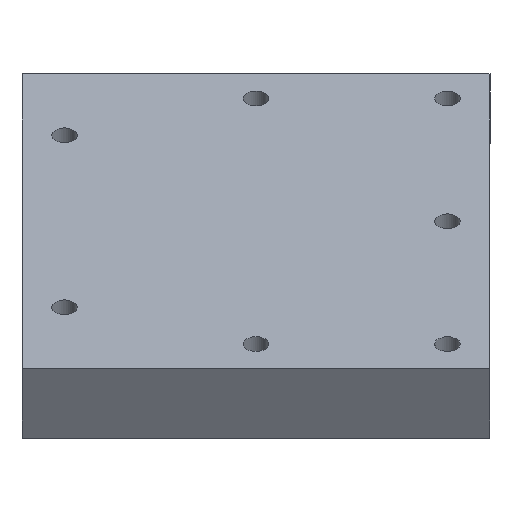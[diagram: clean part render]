
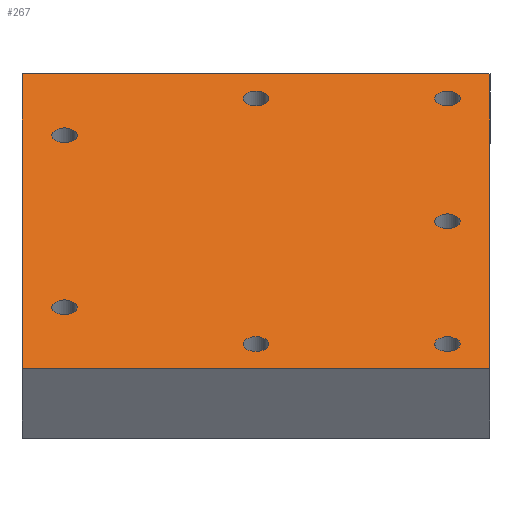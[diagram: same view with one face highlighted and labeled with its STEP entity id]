
A CAD part, isometric view. The second image highlights one B-rep face of the part: STEP entity #267.
In plain terms, the highlighted planar face has unit normal (0, 0, 1).
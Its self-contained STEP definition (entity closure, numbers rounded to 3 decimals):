
#22=FACE_BOUND('',#83,.T.);
#23=FACE_BOUND('',#84,.T.);
#24=FACE_BOUND('',#85,.T.);
#25=FACE_BOUND('',#86,.T.);
#26=FACE_BOUND('',#87,.T.);
#27=FACE_BOUND('',#88,.T.);
#28=FACE_BOUND('',#89,.T.);
#29=CIRCLE('',#286,3.);
#31=CIRCLE('',#289,3.);
#33=CIRCLE('',#292,3.);
#35=CIRCLE('',#295,3.);
#37=CIRCLE('',#298,3.);
#39=CIRCLE('',#301,3.);
#41=CIRCLE('',#304,3.);
#62=FACE_OUTER_BOUND('',#82,.T.);
#82=EDGE_LOOP('',(#238,#239,#240,#241));
#83=EDGE_LOOP('',(#242));
#84=EDGE_LOOP('',(#243));
#85=EDGE_LOOP('',(#244));
#86=EDGE_LOOP('',(#245));
#87=EDGE_LOOP('',(#246));
#88=EDGE_LOOP('',(#247));
#89=EDGE_LOOP('',(#248));
#90=LINE('',#388,#109);
#94=LINE('',#396,#113);
#97=LINE('',#402,#116);
#107=LINE('',#449,#126);
#109=VECTOR('',#313,110.);
#113=VECTOR('',#319,120.);
#116=VECTOR('',#324,110.);
#126=VECTOR('',#378,120.);
#128=VERTEX_POINT('',#386);
#129=VERTEX_POINT('',#387);
#132=VERTEX_POINT('',#395);
#134=VERTEX_POINT('',#401);
#136=VERTEX_POINT('',#407);
#138=VERTEX_POINT('',#413);
#140=VERTEX_POINT('',#419);
#142=VERTEX_POINT('',#425);
#144=VERTEX_POINT('',#431);
#146=VERTEX_POINT('',#437);
#148=VERTEX_POINT('',#443);
#150=EDGE_CURVE('',#128,#129,#90,.T.);
#154=EDGE_CURVE('',#129,#132,#94,.T.);
#157=EDGE_CURVE('',#132,#134,#97,.T.);
#160=EDGE_CURVE('',#136,#136,#29,.T.);
#163=EDGE_CURVE('',#138,#138,#31,.T.);
#166=EDGE_CURVE('',#140,#140,#33,.T.);
#169=EDGE_CURVE('',#142,#142,#35,.T.);
#172=EDGE_CURVE('',#144,#144,#37,.T.);
#175=EDGE_CURVE('',#146,#146,#39,.T.);
#178=EDGE_CURVE('',#148,#148,#41,.T.);
#181=EDGE_CURVE('',#134,#128,#107,.T.);
#238=ORIENTED_EDGE('',*,*,#181,.T.);
#239=ORIENTED_EDGE('',*,*,#150,.T.);
#240=ORIENTED_EDGE('',*,*,#154,.T.);
#241=ORIENTED_EDGE('',*,*,#157,.T.);
#242=ORIENTED_EDGE('',*,*,#160,.F.);
#243=ORIENTED_EDGE('',*,*,#163,.F.);
#244=ORIENTED_EDGE('',*,*,#166,.F.);
#245=ORIENTED_EDGE('',*,*,#169,.F.);
#246=ORIENTED_EDGE('',*,*,#172,.F.);
#247=ORIENTED_EDGE('',*,*,#175,.F.);
#248=ORIENTED_EDGE('',*,*,#178,.F.);
#254=PLANE('',#308);
#267=ADVANCED_FACE('',(#62,#22,#23,#24,#25,#26,#27,#28),#254,.T.);
#286=AXIS2_PLACEMENT_3D('',#408,#329,#330);
#289=AXIS2_PLACEMENT_3D('',#414,#336,#337);
#292=AXIS2_PLACEMENT_3D('',#420,#343,#344);
#295=AXIS2_PLACEMENT_3D('',#426,#350,#351);
#298=AXIS2_PLACEMENT_3D('',#432,#357,#358);
#301=AXIS2_PLACEMENT_3D('',#438,#364,#365);
#304=AXIS2_PLACEMENT_3D('',#444,#371,#372);
#308=AXIS2_PLACEMENT_3D('',#452,#382,#383);
#313=DIRECTION('',(0.707,-0.707,0.));
#319=DIRECTION('',(0.707,0.707,0.));
#324=DIRECTION('',(-0.707,0.707,0.));
#329=DIRECTION('center_axis',(0.,0.,1.));
#330=DIRECTION('ref_axis',(1.,0.,0.));
#336=DIRECTION('center_axis',(0.,0.,1.));
#337=DIRECTION('ref_axis',(1.,0.,0.));
#343=DIRECTION('center_axis',(0.,0.,1.));
#344=DIRECTION('ref_axis',(1.,0.,0.));
#350=DIRECTION('center_axis',(0.,0.,1.));
#351=DIRECTION('ref_axis',(1.,0.,0.));
#357=DIRECTION('center_axis',(0.,0.,1.));
#358=DIRECTION('ref_axis',(1.,0.,0.));
#364=DIRECTION('center_axis',(0.,0.,1.));
#365=DIRECTION('ref_axis',(1.,0.,0.));
#371=DIRECTION('center_axis',(0.,0.,1.));
#372=DIRECTION('ref_axis',(1.,0.,0.));
#378=DIRECTION('',(-0.707,-0.707,0.));
#382=DIRECTION('center_axis',(0.,0.,1.));
#383=DIRECTION('ref_axis',(1.,0.,0.));
#386=CARTESIAN_POINT('',(-2592.386,179.17,20.));
#387=CARTESIAN_POINT('',(-2514.605,101.388,20.));
#388=CARTESIAN_POINT('',(-2592.386,179.17,20.));
#395=CARTESIAN_POINT('',(-2429.752,186.241,20.));
#396=CARTESIAN_POINT('',(-2514.605,101.388,20.));
#401=CARTESIAN_POINT('',(-2507.534,264.023,20.));
#402=CARTESIAN_POINT('',(-2429.752,186.241,20.));
#407=CARTESIAN_POINT('',(-2515.14,239.274,20.));
#408=CARTESIAN_POINT('Origin',(-2518.14,239.274,20.));
#413=CARTESIAN_POINT('',(-2564.638,189.777,20.));
#414=CARTESIAN_POINT('Origin',(-2567.638,189.777,20.));
#419=CARTESIAN_POINT('',(-2543.424,147.35,20.));
#420=CARTESIAN_POINT('Origin',(-2546.424,147.35,20.));
#425=CARTESIAN_POINT('',(-2511.605,115.53,20.));
#426=CARTESIAN_POINT('Origin',(-2514.605,115.53,20.));
#431=CARTESIAN_POINT('',(-2476.249,150.886,20.));
#432=CARTESIAN_POINT('Origin',(-2479.249,150.886,20.));
#437=CARTESIAN_POINT('',(-2440.894,186.241,20.));
#438=CARTESIAN_POINT('Origin',(-2443.894,186.241,20.));
#443=CARTESIAN_POINT('',(-2472.714,218.061,20.));
#444=CARTESIAN_POINT('Origin',(-2475.714,218.061,20.));
#449=CARTESIAN_POINT('',(-2507.534,264.023,20.));
#452=CARTESIAN_POINT('Origin',(-2400.025,424.2,20.));
